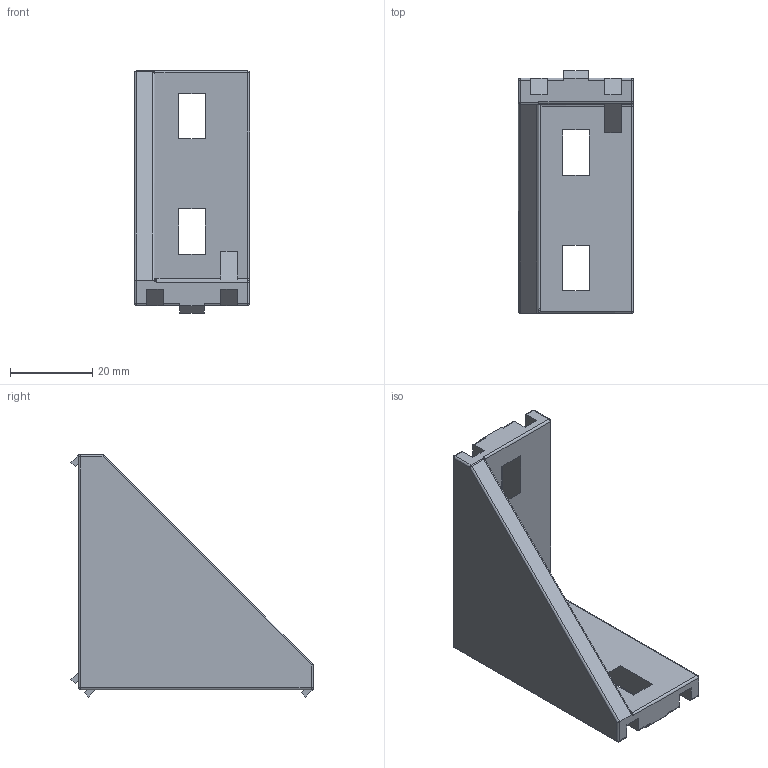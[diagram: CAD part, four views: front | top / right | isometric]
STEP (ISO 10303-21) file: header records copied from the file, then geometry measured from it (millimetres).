
FILE_DESCRIPTION(/* description */ (''),/* implementation_level */ '2;1');
FILE_NAME(/* name */ '302857.stp',/* time_stamp */ '2014-11-05T13:18:23+01:00',/* author */ ('jank'),/* organization */ (''),/* preprocessor_version */ 'ST-DEVELOPER v15.2',/* originating_system */ 'Autodesk Inventor 2014',/* authorisation */ '');
FILE_SCHEMA (('CONFIG_CONTROL_DESIGN'));
Length unit declared in the file: millimetre
Products named in the file (1): 302857
Bounding box: 28 x 58.8 x 58.8 mm (x, y, z)
Volume: 22720.3 mm3; surface area: 10650 mm2
Topology: 1 solids, 1 shells, 116 faces, 318 edges, 195 vertices
Faces by surface type: plane 76, cylinder 28, sphere 9, bspline 2, torus 1
Entity records: 3659 total; most frequent: CARTESIAN_POINT 702, ORIENTED_EDGE 618, DIRECTION 593, EDGE_CURVE 309, LINE 249, VECTOR 249, VERTEX_POINT 195, AXIS2_PLACEMENT_3D 172
